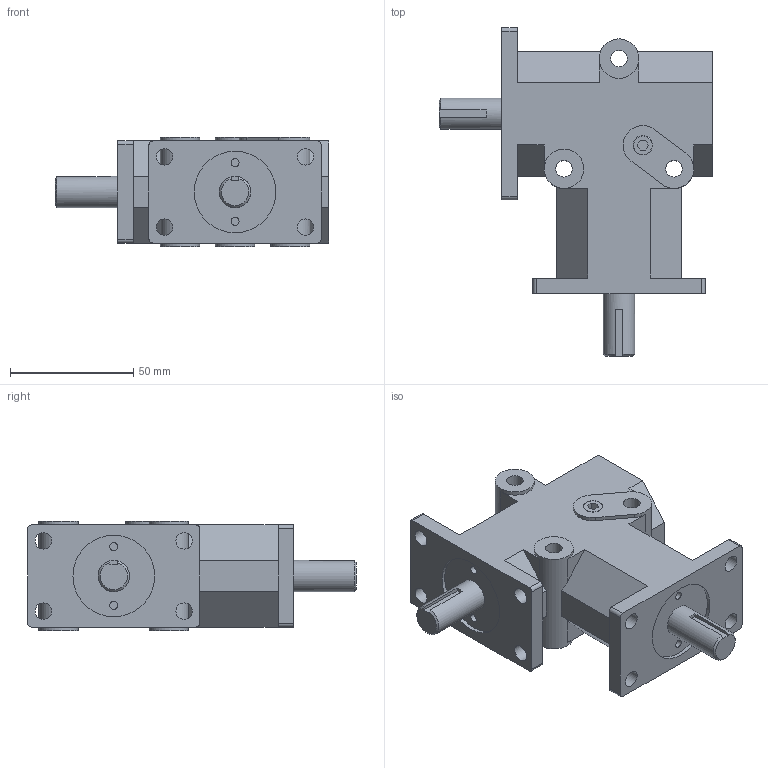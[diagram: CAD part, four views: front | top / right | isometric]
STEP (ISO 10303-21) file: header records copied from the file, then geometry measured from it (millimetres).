
FILE_DESCRIPTION(/* description */ (''),/* implementation_level */ '2;1');
FILE_NAME(/* name */ '30.step',/* time_stamp */ '2021-01-11T10:29:14-05:00',/* author */ (''),/* organization */ (''),/* preprocessor_version */ 'ST-DEVELOPER v18.1',/* originating_system */ 'Autodesk Translation Framework v9.7.1.1290',/* authorisation */ '');
FILE_SCHEMA (('AUTOMOTIVE_DESIGN { 1 0 10303 214 3 1 1 }'));
Length unit declared in the file: inch
Products named in the file (1): (Unsaved)
Bounding box: 111.12 x 133.35 x 44.45 mm (x, y, z)
Volume: 263504.3 mm3; surface area: 38003.5 mm2
Topology: 1 solids, 1 shells, 116 faces, 298 edges, 197 vertices
Faces by surface type: plane 78, cylinder 35, cone 3
Full cylindrical faces by diameter (mm): 3.251 x6, 6.731 x11, 7.874 x1, 12.7 x2, 16.002 x3, 33.122 x3
Entity records: 3621 total; most frequent: DIRECTION 625, CARTESIAN_POINT 620, ORIENTED_EDGE 596, EDGE_CURVE 298, AXIS2_PLACEMENT_3D 214, LINE 197, VECTOR 197, VERTEX_POINT 197
